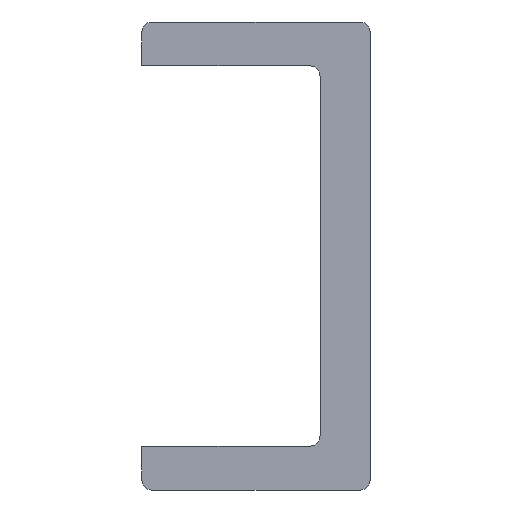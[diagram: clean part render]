
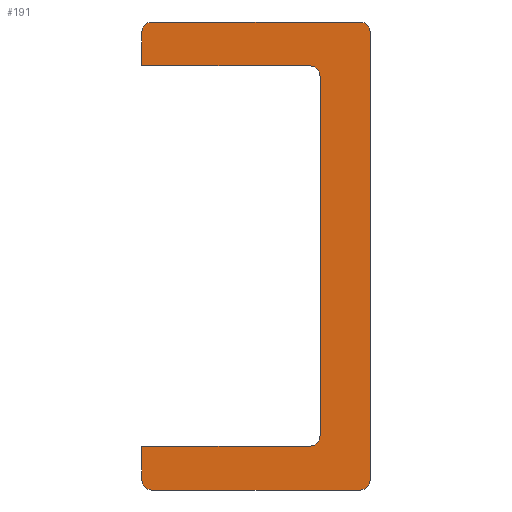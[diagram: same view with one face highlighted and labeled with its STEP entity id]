
A CAD part, front view. The second image highlights one B-rep face of the part: STEP entity #191.
In plain terms, the highlighted planar face has unit normal (0, -1, 0).
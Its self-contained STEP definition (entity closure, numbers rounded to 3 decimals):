
#191 = ADVANCED_FACE( '', ( #465 ), #466, .F. );
#465 = FACE_OUTER_BOUND( '', #758, .T. );
#466 = PLANE( '', #759 );
#758 = EDGE_LOOP( '', ( #1188, #1189, #1190, #1191, #1192, #1193, #1194, #1195, #1196, #1197, #1198, #1199, #1200, #1201 ) );
#759 = AXIS2_PLACEMENT_3D( '', #1202, #1203, #1204 );
#1188 = ORIENTED_EDGE( '', *, *, #1414, .F. );
#1189 = ORIENTED_EDGE( '', *, *, #1324, .T. );
#1190 = ORIENTED_EDGE( '', *, *, #1463, .F. );
#1191 = ORIENTED_EDGE( '', *, *, #1332, .T. );
#1192 = ORIENTED_EDGE( '', *, *, #1460, .F. );
#1193 = ORIENTED_EDGE( '', *, *, #1464, .F. );
#1194 = ORIENTED_EDGE( '', *, *, #1354, .F. );
#1195 = ORIENTED_EDGE( '', *, *, #1426, .F. );
#1196 = ORIENTED_EDGE( '', *, *, #1449, .F. );
#1197 = ORIENTED_EDGE( '', *, *, #1465, .F. );
#1198 = ORIENTED_EDGE( '', *, *, #1446, .F. );
#1199 = ORIENTED_EDGE( '', *, *, #1346, .T. );
#1200 = ORIENTED_EDGE( '', *, *, #1466, .F. );
#1201 = ORIENTED_EDGE( '', *, *, #1455, .T. );
#1202 = CARTESIAN_POINT( '', ( -10.5, 0., 21.5 ) );
#1203 = DIRECTION( '', ( 0., 1., 0. ) );
#1204 = DIRECTION( '', ( 0., 0., 1. ) );
#1324 = EDGE_CURVE( '', #1512, #1510, #1513, .F. );
#1332 = EDGE_CURVE( '', #1526, #1524, #1527, .F. );
#1346 = EDGE_CURVE( '', #1550, #1548, #1551, .F. );
#1354 = EDGE_CURVE( '', #1562, #1563, #1564, .T. );
#1414 = EDGE_CURVE( '', #1512, #1660, #1661, .T. );
#1426 = EDGE_CURVE( '', #1680, #1562, #1681, .T. );
#1446 = EDGE_CURVE( '', #1550, #1710, #1711, .T. );
#1449 = EDGE_CURVE( '', #1714, #1680, #1715, .T. );
#1455 = EDGE_CURVE( '', #1722, #1660, #1723, .F. );
#1460 = EDGE_CURVE( '', #1729, #1524, #1730, .T. );
#1463 = EDGE_CURVE( '', #1526, #1510, #1733, .T. );
#1464 = EDGE_CURVE( '', #1563, #1729, #1734, .T. );
#1465 = EDGE_CURVE( '', #1710, #1714, #1735, .T. );
#1466 = EDGE_CURVE( '', #1722, #1548, #1736, .T. );
#1510 = VERTEX_POINT( '', #1783 );
#1512 = VERTEX_POINT( '', #1786 );
#1513 = CIRCLE( '', #1787, 0.9 );
#1524 = VERTEX_POINT( '', #1799 );
#1526 = VERTEX_POINT( '', #1802 );
#1527 = CIRCLE( '', #1803, 0.9 );
#1548 = VERTEX_POINT( '', #1825 );
#1550 = VERTEX_POINT( '', #1828 );
#1551 = CIRCLE( '', #1829, 0.9 );
#1562 = VERTEX_POINT( '', #1841 );
#1563 = VERTEX_POINT( '', #1842 );
#1564 = CIRCLE( '', #1843, 1. );
#1660 = VERTEX_POINT( '', #1942 );
#1661 = LINE( '', #1943, #1944 );
#1680 = VERTEX_POINT( '', #1964 );
#1681 = LINE( '', #1965, #1966 );
#1710 = VERTEX_POINT( '', #2003 );
#1711 = LINE( '', #2004, #2005 );
#1714 = VERTEX_POINT( '', #2009 );
#1715 = CIRCLE( '', #2010, 1. );
#1722 = VERTEX_POINT( '', #2018 );
#1723 = CIRCLE( '', #2019, 0.9 );
#1729 = VERTEX_POINT( '', #2026 );
#1730 = LINE( '', #2027, #2028 );
#1733 = LINE( '', #2032, #2033 );
#1734 = LINE( '', #2034, #2035 );
#1735 = LINE( '', #2036, #2037 );
#1736 = LINE( '', #2038, #2039 );
#1783 = CARTESIAN_POINT( '', ( 9.6, 0., 21.5 ) );
#1786 = CARTESIAN_POINT( '', ( 10.5, 0., 20.6 ) );
#1787 = AXIS2_PLACEMENT_3D( '', #2090, #2091, #2092 );
#1799 = CARTESIAN_POINT( '', ( -10.5, 0., 20.6 ) );
#1802 = CARTESIAN_POINT( '', ( -9.6, 0., 21.5 ) );
#1803 = AXIS2_PLACEMENT_3D( '', #2104, #2105, #2106 );
#1825 = CARTESIAN_POINT( '', ( -9.6, 0., -21.5 ) );
#1828 = CARTESIAN_POINT( '', ( -10.5, 0., -20.6 ) );
#1829 = AXIS2_PLACEMENT_3D( '', #2130, #2131, #2132 );
#1841 = CARTESIAN_POINT( '', ( 5.9, 0., 16.5 ) );
#1842 = CARTESIAN_POINT( '', ( 4.9, 0., 17.5 ) );
#1843 = AXIS2_PLACEMENT_3D( '', #2143, #2144, #2145 );
#1942 = CARTESIAN_POINT( '', ( 10.5, 0., -20.6 ) );
#1943 = CARTESIAN_POINT( '', ( 10.5, 0., 21.5 ) );
#1944 = VECTOR( '', #2251, 1000. );
#1964 = CARTESIAN_POINT( '', ( 5.9, 0., -16.5 ) );
#1965 = CARTESIAN_POINT( '', ( 5.9, 0., 16.5 ) );
#1966 = VECTOR( '', #2274, 1000. );
#2003 = CARTESIAN_POINT( '', ( -10.5, 0., -17.5 ) );
#2004 = CARTESIAN_POINT( '', ( -10.5, 0., -21.5 ) );
#2005 = VECTOR( '', #2301, 1000. );
#2009 = CARTESIAN_POINT( '', ( 4.9, 0., -17.5 ) );
#2010 = AXIS2_PLACEMENT_3D( '', #2303, #2304, #2305 );
#2018 = CARTESIAN_POINT( '', ( 9.6, 0., -21.5 ) );
#2019 = AXIS2_PLACEMENT_3D( '', #2310, #2311, #2312 );
#2026 = CARTESIAN_POINT( '', ( -10.5, 0., 17.5 ) );
#2027 = CARTESIAN_POINT( '', ( -10.5, 0., -21.5 ) );
#2028 = VECTOR( '', #2317, 1000. );
#2032 = CARTESIAN_POINT( '', ( -10.5, 0., 21.5 ) );
#2033 = VECTOR( '', #2319, 1000. );
#2034 = CARTESIAN_POINT( '', ( 4.9, 0., 17.5 ) );
#2035 = VECTOR( '', #2320, 1000. );
#2036 = CARTESIAN_POINT( '', ( 4.9, 0., -17.5 ) );
#2037 = VECTOR( '', #2321, 1000. );
#2038 = CARTESIAN_POINT( '', ( 10.5, 0., -21.5 ) );
#2039 = VECTOR( '', #2322, 1000. );
#2090 = CARTESIAN_POINT( '', ( 9.6, 0., 20.6 ) );
#2091 = DIRECTION( '', ( 0., 1., 0. ) );
#2092 = DIRECTION( '', ( 0., 0., 1. ) );
#2104 = CARTESIAN_POINT( '', ( -9.6, 0., 20.6 ) );
#2105 = DIRECTION( '', ( 0., 1., 0. ) );
#2106 = DIRECTION( '', ( 0., 0., 1. ) );
#2130 = CARTESIAN_POINT( '', ( -9.6, 0., -20.6 ) );
#2131 = DIRECTION( '', ( 0., 1., 0. ) );
#2132 = DIRECTION( '', ( 0., 0., 1. ) );
#2143 = CARTESIAN_POINT( '', ( 4.9, 0., 16.5 ) );
#2144 = DIRECTION( '', ( 0., -1., 0. ) );
#2145 = DIRECTION( '', ( -1., 0., 0. ) );
#2251 = DIRECTION( '', ( 0., 0., -1. ) );
#2274 = DIRECTION( '', ( 0., 0., 1. ) );
#2301 = DIRECTION( '', ( 0., 0., 1. ) );
#2303 = CARTESIAN_POINT( '', ( 4.9, 0., -16.5 ) );
#2304 = DIRECTION( '', ( 0., -1., 0. ) );
#2305 = DIRECTION( '', ( -1., 0., 0. ) );
#2310 = CARTESIAN_POINT( '', ( 9.6, 0., -20.6 ) );
#2311 = DIRECTION( '', ( 0., 1., 0. ) );
#2312 = DIRECTION( '', ( 0., 0., 1. ) );
#2317 = DIRECTION( '', ( 0., 0., 1. ) );
#2319 = DIRECTION( '', ( 1., 0., 0. ) );
#2320 = DIRECTION( '', ( -1., 0., 0. ) );
#2321 = DIRECTION( '', ( 1., 0., 0. ) );
#2322 = DIRECTION( '', ( -1., 0., 0. ) );
